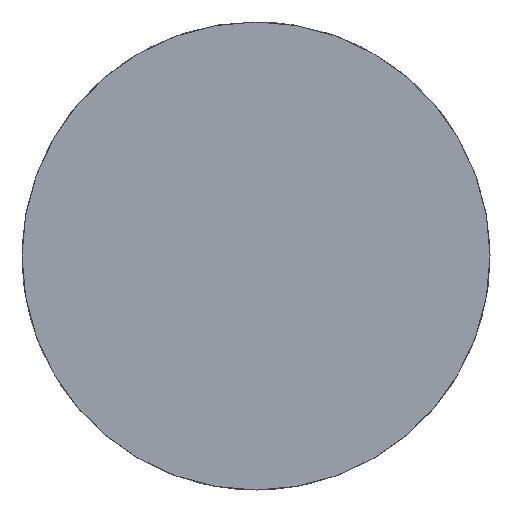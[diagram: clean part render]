
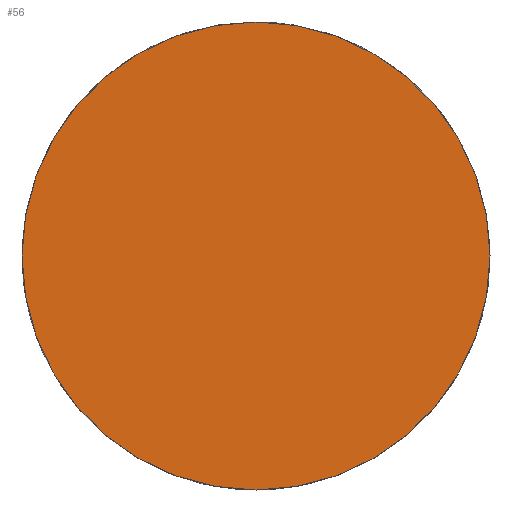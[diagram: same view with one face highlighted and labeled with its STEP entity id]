
A CAD part, left-side view. The second image highlights one B-rep face of the part: STEP entity #56.
In plain terms, the highlighted planar face has unit normal (-1, 0, 0).
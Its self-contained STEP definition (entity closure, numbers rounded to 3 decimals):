
#33 = ORIENTED_EDGE ( 'NONE', *, *, #203, .F. ) ;
#35 = PLANE ( 'NONE',  #64 ) ;
#45 = VERTEX_POINT ( 'NONE', #181 ) ;
#56 = ADVANCED_FACE ( 'NONE', ( #103 ), #35, .F. ) ;
#64 = AXIS2_PLACEMENT_3D ( 'NONE', #101, #171, #119 ) ;
#95 = DIRECTION ( 'NONE',  ( 1., 0., 0. ) ) ;
#101 = CARTESIAN_POINT ( 'NONE',  ( 0., 0., 0. ) ) ;
#103 = FACE_OUTER_BOUND ( 'NONE', #186, .T. ) ;
#119 = DIRECTION ( 'NONE',  ( 0., 0., -1. ) ) ;
#146 = AXIS2_PLACEMENT_3D ( 'NONE', #215, #95, #166 ) ;
#166 = DIRECTION ( 'NONE',  ( 0., 0., -1. ) ) ;
#171 = DIRECTION ( 'NONE',  ( 1., 0., 0. ) ) ;
#179 = CIRCLE ( 'NONE', #146, 6.25 ) ;
#181 = CARTESIAN_POINT ( 'NONE',  ( 0., 0., -6.25 ) ) ;
#186 = EDGE_LOOP ( 'NONE', ( #33 ) ) ;
#203 = EDGE_CURVE ( 'NONE', #45, #45, #179, .T. ) ;
#215 = CARTESIAN_POINT ( 'NONE',  ( 0., 0., 0. ) ) ;
